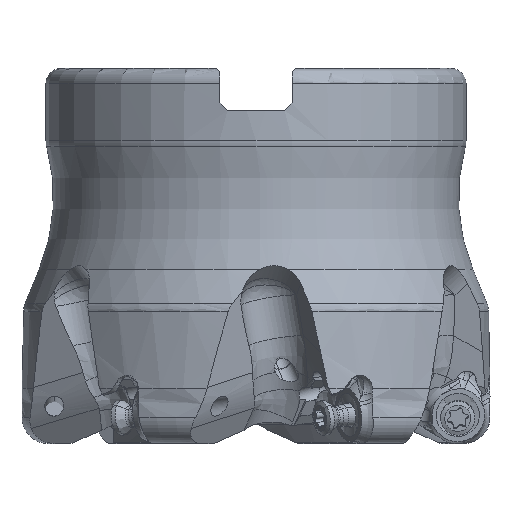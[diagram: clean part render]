
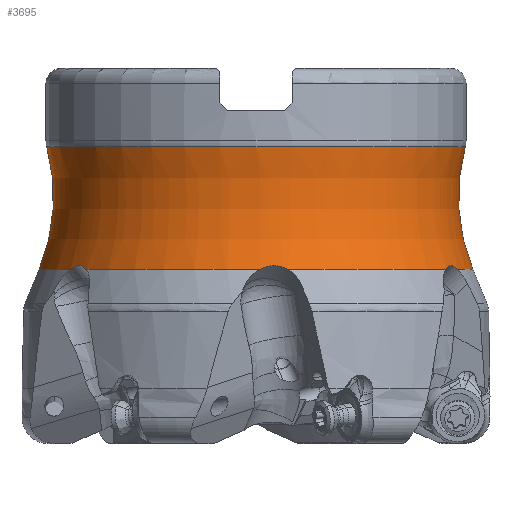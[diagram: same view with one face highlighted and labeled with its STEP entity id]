
A CAD part, front view. The second image highlights one B-rep face of the part: STEP entity #3695.
In plain terms, the highlighted toroidal (fillet/blend) face has major radius 51.782 mm and minor radius 25 mm.
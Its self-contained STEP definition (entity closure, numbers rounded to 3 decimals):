
#1717=TOROIDAL_SURFACE('',#14585,51.781,25.);
#1969=FACE_OUTER_BOUND('',#4719,.T.);
#3063=B_SPLINE_CURVE_WITH_KNOTS('',3,(#33765,#33766,#33767,#33768,#33769,
#33770,#33771,#33772,#33773,#33774),.UNSPECIFIED.,.F.,.F.,(4,3,3,4),(0.,
0.327,0.654,1.),.UNSPECIFIED.);
#3067=B_SPLINE_CURVE_WITH_KNOTS('',3,(#33809,#33810,#33811,#33812,#33813,
#33814,#33815,#33816,#33817,#33818),.UNSPECIFIED.,.F.,.F.,(4,3,3,4),(0.,
0.327,0.654,1.),.UNSPECIFIED.);
#3068=B_SPLINE_CURVE_WITH_KNOTS('',3,(#33822,#33823,#33824,#33825,#33826,
#33827,#33828,#33829,#33830,#33831),.UNSPECIFIED.,.F.,.F.,(4,3,3,4),(0.,
0.327,0.654,1.),.UNSPECIFIED.);
#3695=ADVANCED_FACE('',(#1969),#1717,.F.);
#4719=EDGE_LOOP('',(#6770,#6771,#6772,#6773,#6774,#6775,#6776,#6777,#6778,
#6779));
#6770=ORIENTED_EDGE('',*,*,#12018,.F.);
#6771=ORIENTED_EDGE('',*,*,#12019,.T.);
#6772=ORIENTED_EDGE('',*,*,#12020,.T.);
#6773=ORIENTED_EDGE('',*,*,#12021,.T.);
#6774=ORIENTED_EDGE('',*,*,#12022,.F.);
#6775=ORIENTED_EDGE('',*,*,#12023,.F.);
#6776=ORIENTED_EDGE('',*,*,#12024,.F.);
#6777=ORIENTED_EDGE('',*,*,#12025,.F.);
#6778=ORIENTED_EDGE('',*,*,#12026,.F.);
#6779=ORIENTED_EDGE('',*,*,#12013,.F.);
#10334=VERTEX_POINT('',#33775);
#10335=VERTEX_POINT('',#33776);
#10337=VERTEX_POINT('',#33798);
#10338=VERTEX_POINT('',#33802);
#10339=VERTEX_POINT('',#33804);
#10340=VERTEX_POINT('',#33806);
#10341=VERTEX_POINT('',#33808);
#10342=VERTEX_POINT('',#33819);
#10343=VERTEX_POINT('',#33821);
#10344=VERTEX_POINT('',#33832);
#12013=EDGE_CURVE('',#10334,#10335,#3063,.T.);
#12018=EDGE_CURVE('',#10337,#10334,#13459,.T.);
#12019=EDGE_CURVE('',#10337,#10338,#13460,.T.);
#12020=EDGE_CURVE('',#10338,#10339,#13461,.T.);
#12021=EDGE_CURVE('',#10339,#10340,#13462,.T.);
#12022=EDGE_CURVE('',#10341,#10340,#13463,.T.);
#12023=EDGE_CURVE('',#10342,#10341,#3067,.T.);
#12024=EDGE_CURVE('',#10343,#10342,#13464,.T.);
#12025=EDGE_CURVE('',#10344,#10343,#3068,.T.);
#12026=EDGE_CURVE('',#10335,#10344,#13465,.T.);
#13459=CIRCLE('',#14577,28.669);
#13460=CIRCLE('',#14579,25.);
#13461=CIRCLE('',#14580,27.674);
#13462=CIRCLE('',#14581,25.);
#13463=CIRCLE('',#14582,28.669);
#13464=CIRCLE('',#14583,28.669);
#13465=CIRCLE('',#14584,28.669);
#14577=AXIS2_PLACEMENT_3D('',#33799,#16605,#16606);
#14579=AXIS2_PLACEMENT_3D('',#33801,#16609,#16610);
#14580=AXIS2_PLACEMENT_3D('',#33803,#16611,#16612);
#14581=AXIS2_PLACEMENT_3D('',#33805,#16613,#16614);
#14582=AXIS2_PLACEMENT_3D('',#33807,#16615,#16616);
#14583=AXIS2_PLACEMENT_3D('',#33820,#16617,#16618);
#14584=AXIS2_PLACEMENT_3D('',#33833,#16619,#16620);
#14585=AXIS2_PLACEMENT_3D('',#33834,#16621,#16622);
#16605=DIRECTION('',(0.,0.,-1.));
#16606=DIRECTION('',(1.,0.,0.));
#16609=DIRECTION('',(0.,1.,0.));
#16610=DIRECTION('',(-0.924,0.,-0.381));
#16611=DIRECTION('',(0.,0.,-1.));
#16612=DIRECTION('',(1.,0.,0.));
#16613=DIRECTION('',(0.,1.,0.));
#16614=DIRECTION('',(0.964,0.,0.265));
#16615=DIRECTION('',(0.,0.,-1.));
#16616=DIRECTION('',(-0.855,-0.518,0.));
#16617=DIRECTION('',(0.,0.,-1.));
#16618=DIRECTION('',(0.021,-1.,0.));
#16619=DIRECTION('',(0.,0.,-1.));
#16620=DIRECTION('',(0.876,-0.482,0.));
#16621=DIRECTION('',(0.,0.,-1.));
#16622=DIRECTION('',(-1.,0.,0.));
#33765=CARTESIAN_POINT('',(26.641,-10.591,-26.53));
#33766=CARTESIAN_POINT('',(26.44,-10.886,-26.342));
#33767=CARTESIAN_POINT('',(26.242,-11.225,-26.208));
#33768=CARTESIAN_POINT('',(26.057,-11.577,-26.142));
#33769=CARTESIAN_POINT('',(25.872,-11.93,-26.076));
#33770=CARTESIAN_POINT('',(25.696,-12.305,-26.077));
#33771=CARTESIAN_POINT('',(25.542,-12.672,-26.14));
#33772=CARTESIAN_POINT('',(25.378,-13.061,-26.207));
#33773=CARTESIAN_POINT('',(25.234,-13.45,-26.343));
#33774=CARTESIAN_POINT('',(25.12,-13.817,-26.53));
#33775=CARTESIAN_POINT('',(26.641,-10.591,-26.53));
#33776=CARTESIAN_POINT('',(25.12,-13.817,-26.53));
#33798=CARTESIAN_POINT('',(28.669,0.,-26.53));
#33799=CARTESIAN_POINT('',(0.,0.,-26.53));
#33801=CARTESIAN_POINT('',(51.781,0.,-17.));
#33802=CARTESIAN_POINT('',(27.674,0.,-10.378));
#33803=CARTESIAN_POINT('',(0.,0.,-10.378));
#33804=CARTESIAN_POINT('',(-27.674,0.,-10.378));
#33805=CARTESIAN_POINT('',(-51.781,0.,-17.));
#33806=CARTESIAN_POINT('',(-28.669,0.,-26.53));
#33807=CARTESIAN_POINT('',(0.,0.,-26.53));
#33808=CARTESIAN_POINT('',(-24.526,-14.846,-26.53));
#33809=CARTESIAN_POINT('',(-22.493,-17.776,-26.53));
#33810=CARTESIAN_POINT('',(-22.648,-17.455,-26.342));
#33811=CARTESIAN_POINT('',(-22.842,-17.113,-26.208));
#33812=CARTESIAN_POINT('',(-23.055,-16.777,-26.142));
#33813=CARTESIAN_POINT('',(-23.267,-16.441,-26.076));
#33814=CARTESIAN_POINT('',(-23.504,-16.101,-26.077));
#33815=CARTESIAN_POINT('',(-23.745,-15.784,-26.14));
#33816=CARTESIAN_POINT('',(-24.,-15.448,-26.207));
#33817=CARTESIAN_POINT('',(-24.265,-15.128,-26.343));
#33818=CARTESIAN_POINT('',(-24.526,-14.846,-26.53));
#33819=CARTESIAN_POINT('',(-22.493,-17.776,-26.53));
#33820=CARTESIAN_POINT('',(0.,0.,-26.53));
#33821=CARTESIAN_POINT('',(0.594,-28.663,-26.53));
#33822=CARTESIAN_POINT('',(4.148,-28.367,-26.53));
#33823=CARTESIAN_POINT('',(3.792,-28.341,-26.342));
#33824=CARTESIAN_POINT('',(3.4,-28.338,-26.208));
#33825=CARTESIAN_POINT('',(3.002,-28.354,-26.142));
#33826=CARTESIAN_POINT('',(2.605,-28.371,-26.076));
#33827=CARTESIAN_POINT('',(2.192,-28.406,-26.077));
#33828=CARTESIAN_POINT('',(1.797,-28.456,-26.14));
#33829=CARTESIAN_POINT('',(1.378,-28.508,-26.207));
#33830=CARTESIAN_POINT('',(0.968,-28.578,-26.343));
#33831=CARTESIAN_POINT('',(0.594,-28.663,-26.53));
#33832=CARTESIAN_POINT('',(4.148,-28.367,-26.53));
#33833=CARTESIAN_POINT('',(0.,0.,-26.53));
#33834=CARTESIAN_POINT('',(0.,0.,-17.));
